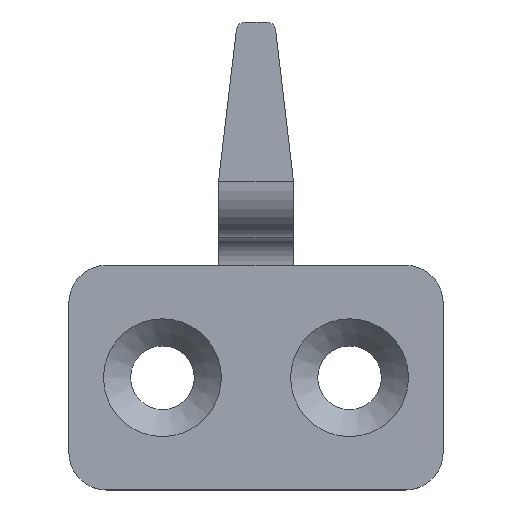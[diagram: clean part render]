
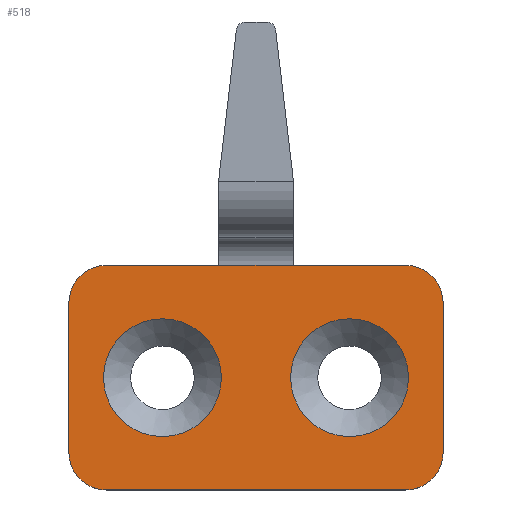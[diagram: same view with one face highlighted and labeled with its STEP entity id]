
A CAD part, top view. The second image highlights one B-rep face of the part: STEP entity #518.
In plain terms, the highlighted planar face has unit normal (0, 0, 1).
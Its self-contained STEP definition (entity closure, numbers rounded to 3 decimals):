
#17=FACE_BOUND('',#85,.T.);
#18=FACE_BOUND('',#86,.T.);
#27=PLANE('',#588);
#52=FACE_OUTER_BOUND('',#84,.T.);
#84=EDGE_LOOP('',(#413,#414,#415,#416,#417,#418,#419,#420,#421,#422));
#85=EDGE_LOOP('',(#423));
#86=EDGE_LOOP('',(#424));
#125=LINE('',#857,#173);
#130=LINE('',#871,#178);
#132=LINE('',#875,#180);
#133=LINE('',#877,#181);
#134=LINE('',#879,#182);
#135=LINE('',#881,#183);
#173=VECTOR('',#692,10.);
#178=VECTOR('',#707,10.);
#180=VECTOR('',#711,10.);
#181=VECTOR('',#712,10.);
#182=VECTOR('',#713,10.);
#183=VECTOR('',#716,10.);
#201=CIRCLE('',#566,3.15);
#204=CIRCLE('',#571,3.15);
#208=CIRCLE('',#577,2.);
#212=CIRCLE('',#584,2.);
#213=CIRCLE('',#586,2.);
#214=CIRCLE('',#589,2.);
#235=VERTEX_POINT('',#809);
#238=VERTEX_POINT('',#819);
#243=VERTEX_POINT('',#832);
#244=VERTEX_POINT('',#834);
#253=VERTEX_POINT('',#856);
#254=VERTEX_POINT('',#860);
#255=VERTEX_POINT('',#864);
#256=VERTEX_POINT('',#865);
#257=VERTEX_POINT('',#870);
#258=VERTEX_POINT('',#874);
#259=VERTEX_POINT('',#876);
#260=VERTEX_POINT('',#878);
#285=EDGE_CURVE('',#235,#235,#201,.T.);
#290=EDGE_CURVE('',#238,#238,#204,.T.);
#297=EDGE_CURVE('',#243,#244,#208,.T.);
#308=EDGE_CURVE('',#244,#253,#125,.T.);
#310=EDGE_CURVE('',#253,#254,#212,.T.);
#312=EDGE_CURVE('',#255,#256,#213,.T.);
#315=EDGE_CURVE('',#256,#257,#130,.T.);
#317=EDGE_CURVE('',#258,#243,#132,.T.);
#318=EDGE_CURVE('',#259,#258,#133,.T.);
#319=EDGE_CURVE('',#260,#259,#134,.T.);
#320=EDGE_CURVE('',#257,#260,#214,.T.);
#321=EDGE_CURVE('',#254,#255,#135,.T.);
#413=ORIENTED_EDGE('',*,*,#297,.F.);
#414=ORIENTED_EDGE('',*,*,#317,.F.);
#415=ORIENTED_EDGE('',*,*,#318,.F.);
#416=ORIENTED_EDGE('',*,*,#319,.F.);
#417=ORIENTED_EDGE('',*,*,#320,.F.);
#418=ORIENTED_EDGE('',*,*,#315,.F.);
#419=ORIENTED_EDGE('',*,*,#312,.F.);
#420=ORIENTED_EDGE('',*,*,#321,.F.);
#421=ORIENTED_EDGE('',*,*,#310,.F.);
#422=ORIENTED_EDGE('',*,*,#308,.F.);
#423=ORIENTED_EDGE('',*,*,#285,.T.);
#424=ORIENTED_EDGE('',*,*,#290,.T.);
#518=ADVANCED_FACE('',(#52,#17,#18),#27,.T.);
#566=AXIS2_PLACEMENT_3D('',#810,#646,#647);
#571=AXIS2_PLACEMENT_3D('',#820,#658,#659);
#577=AXIS2_PLACEMENT_3D('',#835,#673,#674);
#584=AXIS2_PLACEMENT_3D('',#861,#696,#697);
#586=AXIS2_PLACEMENT_3D('',#866,#701,#702);
#588=AXIS2_PLACEMENT_3D('',#873,#709,#710);
#589=AXIS2_PLACEMENT_3D('',#880,#714,#715);
#646=DIRECTION('center_axis',(0.,0.,
-1.));
#647=DIRECTION('ref_axis',(1.,0.,0.));
#658=DIRECTION('center_axis',(0.,0.,
-1.));
#659=DIRECTION('ref_axis',(1.,0.,0.));
#673=DIRECTION('center_axis',(0.,0.,
-1.));
#674=DIRECTION('ref_axis',(0.707,0.707,0.));
#692=DIRECTION('',(0.,-1.,0.));
#696=DIRECTION('center_axis',(0.,0.,
-1.));
#697=DIRECTION('ref_axis',(0.707,-0.707,0.));
#701=DIRECTION('center_axis',(0.,0.,
-1.));
#702=DIRECTION('ref_axis',(-0.707,-0.707,0.));
#707=DIRECTION('',(0.,1.,0.));
#709=DIRECTION('center_axis',(0.,0.,
1.));
#710=DIRECTION('ref_axis',(1.,0.,0.));
#711=DIRECTION('',(1.,0.,0.));
#712=DIRECTION('',(1.,0.,0.));
#713=DIRECTION('',(1.,0.,0.));
#714=DIRECTION('center_axis',(0.,0.,
-1.));
#715=DIRECTION('ref_axis',(-0.707,0.707,0.));
#716=DIRECTION('',(-1.,0.,0.));
#809=CARTESIAN_POINT('',(1.85,6.,1.5));
#810=CARTESIAN_POINT('Origin',(5.,6.,1.5));
#819=CARTESIAN_POINT('',(11.85,6.,1.5));
#820=CARTESIAN_POINT('Origin',(15.,6.,1.5));
#832=CARTESIAN_POINT('',(18.,12.,1.5));
#834=CARTESIAN_POINT('',(20.,10.,1.5));
#835=CARTESIAN_POINT('Origin',(18.,10.,1.5));
#856=CARTESIAN_POINT('',(20.,2.,1.5));
#857=CARTESIAN_POINT('',(20.,0.,1.5));
#860=CARTESIAN_POINT('',(18.,0.,1.5));
#861=CARTESIAN_POINT('Origin',(18.,2.,1.5));
#864=CARTESIAN_POINT('',(2.,0.,1.5));
#865=CARTESIAN_POINT('',(0.,2.,1.5));
#866=CARTESIAN_POINT('Origin',(2.,2.,1.5));
#870=CARTESIAN_POINT('',(0.,10.,1.5));
#871=CARTESIAN_POINT('',(0.,19.286,1.5));
#873=CARTESIAN_POINT('Origin',(10.,13.893,1.5));
#874=CARTESIAN_POINT('',(12.,12.,1.5));
#875=CARTESIAN_POINT('',(10.,12.,1.5));
#876=CARTESIAN_POINT('',(8.,12.,1.5));
#877=CARTESIAN_POINT('',(10.,12.,1.5));
#878=CARTESIAN_POINT('',(2.,12.,1.5));
#879=CARTESIAN_POINT('',(10.,12.,1.5));
#880=CARTESIAN_POINT('Origin',(2.,10.,1.5));
#881=CARTESIAN_POINT('',(0.,0.,1.5));
